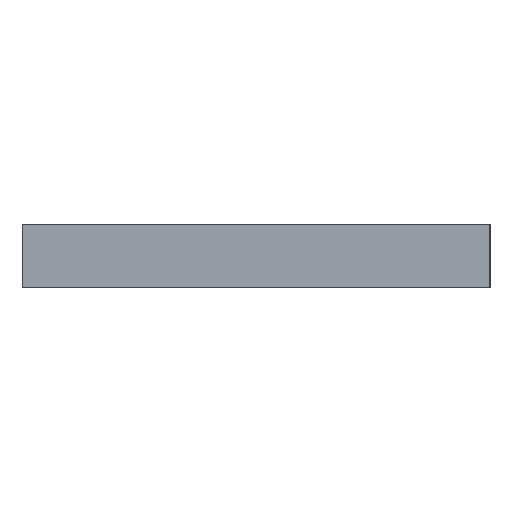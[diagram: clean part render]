
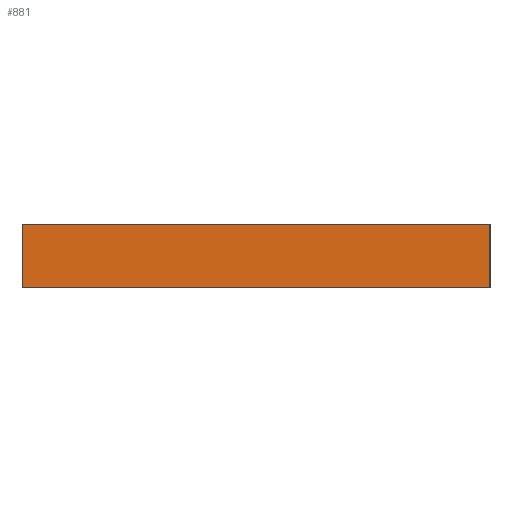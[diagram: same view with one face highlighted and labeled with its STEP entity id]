
A CAD part, left-side view. The second image highlights one B-rep face of the part: STEP entity #881.
In plain terms, the highlighted planar face has unit normal (-1, 0, 0).
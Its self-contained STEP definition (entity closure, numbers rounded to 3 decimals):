
#785=FACE_OUTER_BOUND('',#1079,.T.);
#881=ADVANCED_FACE('',(#785),#983,.F.);
#983=PLANE('',#2690);
#1079=EDGE_LOOP('',(#1329,#1330,#1331,#1332));
#1329=ORIENTED_EDGE('',*,*,#2053,.T.);
#1330=ORIENTED_EDGE('',*,*,#2054,.F.);
#1331=ORIENTED_EDGE('',*,*,#2055,.F.);
#1332=ORIENTED_EDGE('',*,*,#2056,.T.);
#1873=VERTEX_POINT('',#3520);
#1874=VERTEX_POINT('',#3521);
#1875=VERTEX_POINT('',#3523);
#1876=VERTEX_POINT('',#3525);
#2053=EDGE_CURVE('',#1873,#1874,#2293,.T.);
#2054=EDGE_CURVE('',#1875,#1874,#2294,.T.);
#2055=EDGE_CURVE('',#1876,#1875,#2295,.T.);
#2056=EDGE_CURVE('',#1876,#1873,#2296,.T.);
#2293=LINE('',#3519,#2489);
#2294=LINE('',#3522,#2490);
#2295=LINE('',#3524,#2491);
#2296=LINE('',#3526,#2492);
#2489=VECTOR('',#2938,1.);
#2490=VECTOR('',#2939,1.);
#2491=VECTOR('',#2940,1.);
#2492=VECTOR('',#2941,1.);
#2690=AXIS2_PLACEMENT_3D('',#3527,#2942,#2943);
#2938=DIRECTION('',(0.,-1.,0.));
#2939=DIRECTION('',(0.,0.,-1.));
#2940=DIRECTION('',(0.,-1.,0.));
#2941=DIRECTION('',(0.,0.,-1.));
#2942=DIRECTION('',(1.,0.,0.));
#2943=DIRECTION('',(0.,1.,0.));
#3519=CARTESIAN_POINT('',(0.,70.,0.));
#3520=CARTESIAN_POINT('',(0.,70.,0.));
#3521=CARTESIAN_POINT('',(0.,0.,0.));
#3522=CARTESIAN_POINT('',(0.,0.,9.525));
#3523=CARTESIAN_POINT('',(0.,0.,9.525));
#3524=CARTESIAN_POINT('',(0.,70.,9.525));
#3525=CARTESIAN_POINT('',(0.,70.,9.525));
#3526=CARTESIAN_POINT('',(0.,70.,9.525));
#3527=CARTESIAN_POINT('',(0.,70.,9.525));
